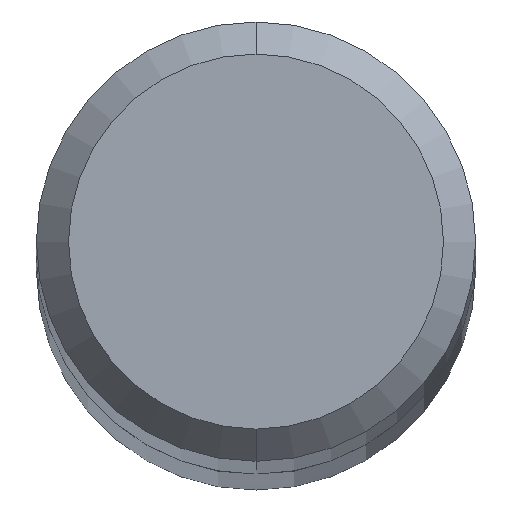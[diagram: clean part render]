
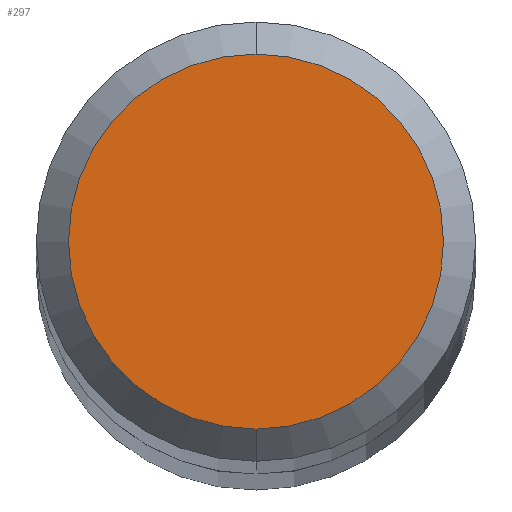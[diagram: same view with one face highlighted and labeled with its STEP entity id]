
A CAD part, top view. The second image highlights one B-rep face of the part: STEP entity #297.
In plain terms, the highlighted planar face has unit normal (0, 0, 1).
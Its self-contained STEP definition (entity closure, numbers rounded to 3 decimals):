
#169=EDGE_CURVE('',#339,#413,#444,.T.);
#263=EDGE_CURVE('',#413,#339,#553,.T.);
#297=ADVANCED_FACE('',(#588),#589,.T.);
#339=VERTEX_POINT('',#636);
#413=VERTEX_POINT('',#714);
#444=CIRCLE('',#747,1.75);
#553=CIRCLE('',#915,1.75);
#588=FACE_OUTER_BOUND('',#1019,.T.);
#589=PLANE('',#1020);
#636=CARTESIAN_POINT('',(0.,-1.75,0.0));
#714=CARTESIAN_POINT('',(0.0,1.75,0.0));
#747=AXIS2_PLACEMENT_3D('',#1317,#1318,#1319);
#915=AXIS2_PLACEMENT_3D('',#1503,#1504,#1505);
#1019=EDGE_LOOP('',(#1522,#1523));
#1020=AXIS2_PLACEMENT_3D('',#1524,#1525,#1526);
#1317=CARTESIAN_POINT('',(0.0,0.0,0.0));
#1318=DIRECTION('',(0.0,0.0,-1.0));
#1319=DIRECTION('',(0.0,1.0,0.0));
#1503=CARTESIAN_POINT('',(0.0,0.0,0.0));
#1504=DIRECTION('',(0.0,0.0,-1.0));
#1505=DIRECTION('',(0.0,1.0,0.0));
#1522=ORIENTED_EDGE('',*,*,#263,.F.);
#1523=ORIENTED_EDGE('',*,*,#169,.F.);
#1524=CARTESIAN_POINT('',(0.0,0.875,0.0));
#1525=DIRECTION('',(-0.0,0.0,1.0));
#1526=DIRECTION('',(0.0,-1.0,0.0));
